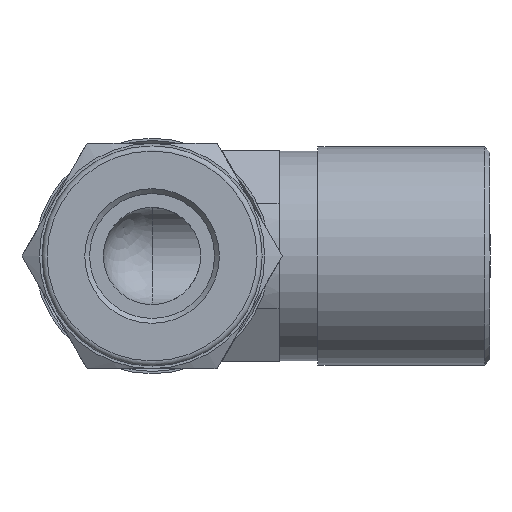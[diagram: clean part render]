
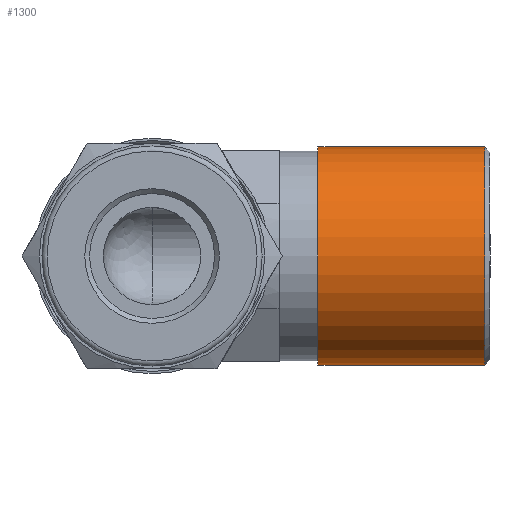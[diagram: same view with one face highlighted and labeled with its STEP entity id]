
A CAD part, left-side view. The second image highlights one B-rep face of the part: STEP entity #1300.
In plain terms, the highlighted cylindrical face has radius 10.65 mm (diameter 21.3 mm), a full revolution.
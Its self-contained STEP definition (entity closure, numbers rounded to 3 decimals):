
#41=CYLINDRICAL_SURFACE('',#1473,10.65);
#118=CIRCLE('',#1472,10.65);
#119=CIRCLE('',#1474,10.65);
#235=FACE_OUTER_BOUND('',#329,.T.);
#329=EDGE_LOOP('',(#1185,#1186,#1187,#1188));
#398=LINE('',#2363,#465);
#465=VECTOR('',#1850,10.65);
#628=VERTEX_POINT('',#2357);
#629=VERTEX_POINT('',#2361);
#813=EDGE_CURVE('',#628,#628,#118,.T.);
#815=EDGE_CURVE('',#629,#629,#119,.T.);
#816=EDGE_CURVE('',#629,#628,#398,.T.);
#1185=ORIENTED_EDGE('',*,*,#815,.F.);
#1186=ORIENTED_EDGE('',*,*,#816,.T.);
#1187=ORIENTED_EDGE('',*,*,#813,.T.);
#1188=ORIENTED_EDGE('',*,*,#816,.F.);
#1300=ADVANCED_FACE('',(#235),#41,.T.);
#1472=AXIS2_PLACEMENT_3D('',#2358,#1843,#1844);
#1473=AXIS2_PLACEMENT_3D('',#2360,#1846,#1847);
#1474=AXIS2_PLACEMENT_3D('',#2362,#1848,#1849);
#1843=DIRECTION('center_axis',(0.,1.,0.));
#1844=DIRECTION('ref_axis',(1.,0.,0.));
#1846=DIRECTION('center_axis',(0.,1.,0.));
#1847=DIRECTION('ref_axis',(-1.,0.,0.));
#1848=DIRECTION('center_axis',(0.,1.,0.));
#1849=DIRECTION('ref_axis',(1.,0.,0.));
#1850=DIRECTION('',(0.,-1.,0.));
#2357=CARTESIAN_POINT('',(10.65,-32.5,0.));
#2358=CARTESIAN_POINT('Origin',(0.,-32.5,
0.));
#2360=CARTESIAN_POINT('Origin',(0.,-24.35,
0.));
#2361=CARTESIAN_POINT('',(10.65,-16.2,0.));
#2362=CARTESIAN_POINT('Origin',(0.,-16.2,
0.));
#2363=CARTESIAN_POINT('',(10.65,-24.35,0.));
